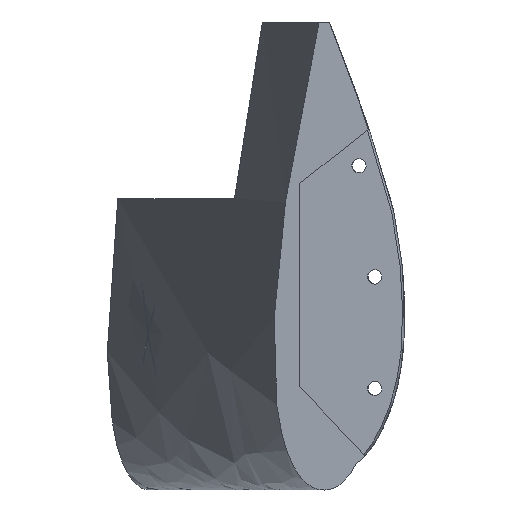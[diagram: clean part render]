
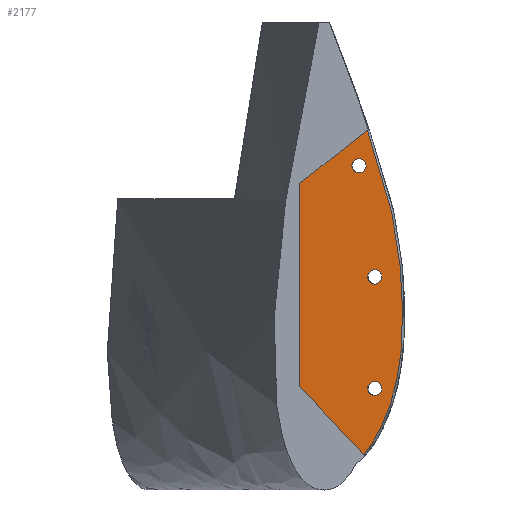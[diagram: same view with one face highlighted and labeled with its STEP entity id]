
A CAD part, left-side view. The second image highlights one B-rep face of the part: STEP entity #2177.
In plain terms, the highlighted planar face has unit normal (-0.998, 0.056, 0).
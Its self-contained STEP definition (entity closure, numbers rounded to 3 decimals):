
#73=FACE_BOUND('',#606,.T.);
#74=FACE_BOUND('',#607,.T.);
#75=FACE_BOUND('',#608,.T.);
#90=CIRCLE('',#2346,3.1);
#96=CIRCLE('',#2356,3.1);
#102=CIRCLE('',#2366,3.1);
#116=LINE('',#2945,#233);
#126=LINE('',#4376,#243);
#127=LINE('',#4378,#244);
#233=VECTOR('',#2467,10.);
#243=VECTOR('',#2557,10.);
#244=VECTOR('',#2560,10.);
#359=PLANE('',#2372);
#460=FACE_OUTER_BOUND('',#605,.T.);
#605=EDGE_LOOP('',(#1580,#1581,#1582,#1583));
#606=EDGE_LOOP('',(#1584));
#607=EDGE_LOOP('',(#1585));
#608=EDGE_LOOP('',(#1586));
#729=B_SPLINE_CURVE_WITH_KNOTS('',3,(#2924,#2925,#2926,#2927,#2928,#2929,
#2930,#2931,#2932,#2933,#2934,#2935,#2936,#2937),.UNSPECIFIED.,.F.,.F.,
(4,1,1,1,1,1,1,1,1,1,1,4),(1.156,1.331,1.514,
1.697,1.88,2.246,2.612,2.979,
3.162,3.345,3.528,3.711),
 .UNSPECIFIED.);
#902=VERTEX_POINT('',#2897);
#904=VERTEX_POINT('',#2919);
#907=VERTEX_POINT('',#2943);
#943=VERTEX_POINT('',#4270);
#947=VERTEX_POINT('',#4286);
#952=VERTEX_POINT('',#4343);
#954=VERTEX_POINT('',#4374);
#1123=EDGE_CURVE('',#902,#904,#729,.T.);
#1127=EDGE_CURVE('',#904,#907,#116,.T.);
#1174=EDGE_CURVE('',#943,#943,#90,.T.);
#1182=EDGE_CURVE('',#947,#947,#96,.T.);
#1191=EDGE_CURVE('',#952,#952,#102,.T.);
#1197=EDGE_CURVE('',#907,#954,#126,.T.);
#1198=EDGE_CURVE('',#954,#902,#127,.T.);
#1580=ORIENTED_EDGE('',*,*,#1123,.T.);
#1581=ORIENTED_EDGE('',*,*,#1127,.T.);
#1582=ORIENTED_EDGE('',*,*,#1197,.T.);
#1583=ORIENTED_EDGE('',*,*,#1198,.T.);
#1584=ORIENTED_EDGE('',*,*,#1174,.T.);
#1585=ORIENTED_EDGE('',*,*,#1182,.T.);
#1586=ORIENTED_EDGE('',*,*,#1191,.T.);
#2177=ADVANCED_FACE('',(#460,#73,#74,#75),#359,.T.);
#2346=AXIS2_PLACEMENT_3D('',#4272,#2501,#2502);
#2356=AXIS2_PLACEMENT_3D('',#4288,#2523,#2524);
#2366=AXIS2_PLACEMENT_3D('',#4345,#2545,#2546);
#2372=AXIS2_PLACEMENT_3D('',#4380,#2562,#2563);
#2467=DIRECTION('',(0.044,0.785,-0.617));
#2501=DIRECTION('center_axis',(0.998,-0.056,0.));
#2502=DIRECTION('ref_axis',(0.,0.,
-1.));
#2523=DIRECTION('center_axis',(0.998,-0.056,0.));
#2524=DIRECTION('ref_axis',(0.,0.,
-1.));
#2545=DIRECTION('center_axis',(0.998,-0.056,0.));
#2546=DIRECTION('ref_axis',(0.,0.,
-1.));
#2557=DIRECTION('',(0.,0.,-1.));
#2560=DIRECTION('',(-0.038,-0.688,-0.725));
#2562=DIRECTION('center_axis',(-0.998,0.056,0.));
#2563=DIRECTION('ref_axis',(0.,0.,1.));
#2897=CARTESIAN_POINT('',(-395.875,-174.128,13.559));
#2919=CARTESIAN_POINT('',(-395.962,-175.699,154.843));
#2924=CARTESIAN_POINT('Ctrl Pts',(-395.875,-174.128,13.559));
#2925=CARTESIAN_POINT('Ctrl Pts',(-395.961,-175.678,15.258));
#2926=CARTESIAN_POINT('Ctrl Pts',(-396.136,-178.816,19.63));
#2927=CARTESIAN_POINT('Ctrl Pts',(-396.368,-182.978,27.833));
#2928=CARTESIAN_POINT('Ctrl Pts',(-396.555,-186.315,36.884));
#2929=CARTESIAN_POINT('Ctrl Pts',(-396.729,-189.447,49.132));
#2930=CARTESIAN_POINT('Ctrl Pts',(-396.819,-191.059,63.964));
#2931=CARTESIAN_POINT('Ctrl Pts',(-396.822,-191.114,81.292));
#2932=CARTESIAN_POINT('Ctrl Pts',(-396.764,-190.064,96.386));
#2933=CARTESIAN_POINT('Ctrl Pts',(-396.658,-188.177,109.833));
#2934=CARTESIAN_POINT('Ctrl Pts',(-396.533,-185.928,121.161));
#2935=CARTESIAN_POINT('Ctrl Pts',(-396.328,-182.258,135.069));
#2936=CARTESIAN_POINT('Ctrl Pts',(-396.106,-178.271,147.429));
#2937=CARTESIAN_POINT('Ctrl Pts',(-395.962,-175.699,154.843));
#2943=CARTESIAN_POINT('',(-394.317,-146.196,131.653));
#2945=CARTESIAN_POINT('',(-395.998,-176.329,155.338));
#4270=CARTESIAN_POINT('',(-395.756,-171.99,142.456));
#4272=CARTESIAN_POINT('Origin',(-395.756,-171.99,139.356));
#4286=CARTESIAN_POINT('',(-396.14,-178.88,93.956));
#4288=CARTESIAN_POINT('Origin',(-396.14,-178.88,90.856));
#4343=CARTESIAN_POINT('',(-396.14,-178.88,45.35));
#4345=CARTESIAN_POINT('Origin',(-396.14,-178.88,42.25));
#4374=CARTESIAN_POINT('',(-394.317,-146.196,42.976));
#4376=CARTESIAN_POINT('',(-394.317,-146.196,131.653));
#4378=CARTESIAN_POINT('',(-394.317,-146.196,42.976));
#4380=CARTESIAN_POINT('Origin',(-395.602,-169.235,84.173));
